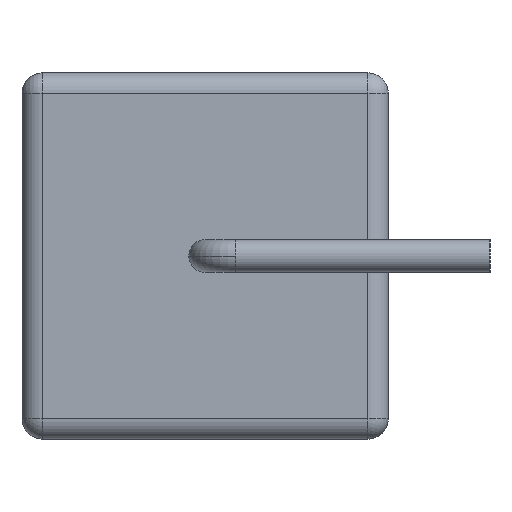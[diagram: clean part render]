
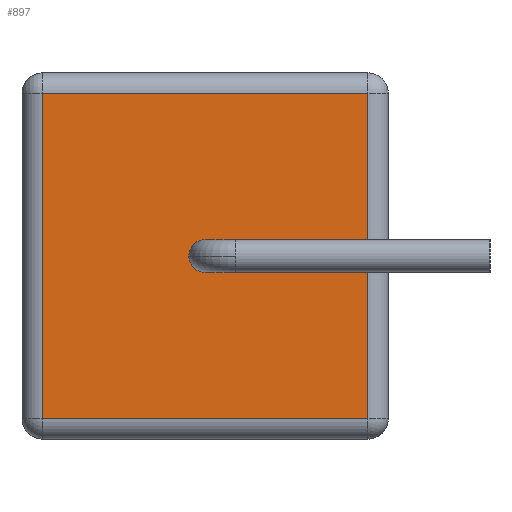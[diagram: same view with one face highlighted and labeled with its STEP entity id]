
A CAD part, left-side view. The second image highlights one B-rep face of the part: STEP entity #897.
In plain terms, the highlighted planar face has unit normal (-1, 0, 0).
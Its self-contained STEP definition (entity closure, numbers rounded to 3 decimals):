
#29 = AXIS2_PLACEMENT_3D ( 'NONE', #475, #922, #390 ) ;
#33 = EDGE_CURVE ( 'NONE', #1119, #766, #262, .T. ) ;
#42 = DIRECTION ( 'NONE',  ( 0., 0., 1. ) ) ;
#45 = CARTESIAN_POINT ( 'NONE',  ( -25., 1., 4.5 ) ) ;
#74 = FACE_BOUND ( 'NONE', #1055, .T. ) ;
#107 = VECTOR ( 'NONE', #42, 1000. ) ;
#131 = EDGE_CURVE ( 'NONE', #472, #431, #871, .T. ) ;
#147 = EDGE_CURVE ( 'NONE', #406, #472, #952, .T. ) ;
#150 = DIRECTION ( 'NONE',  ( 0., 0., -1. ) ) ;
#204 = VECTOR ( 'NONE', #583, 1000. ) ;
#243 = CARTESIAN_POINT ( 'NONE',  ( -25., 9., -4. ) ) ;
#259 = CARTESIAN_POINT ( 'NONE',  ( -25., 1., 4. ) ) ;
#262 = CIRCLE ( 'NONE', #856, 0.4 ) ;
#281 = DIRECTION ( 'NONE',  ( 0., 0., -1. ) ) ;
#310 = LINE ( 'NONE', #438, #724 ) ;
#343 = VECTOR ( 'NONE', #933, 1000. ) ;
#385 = EDGE_CURVE ( 'NONE', #766, #1119, #397, .T. ) ;
#390 = DIRECTION ( 'NONE',  ( 0., 0., -1. ) ) ;
#397 = CIRCLE ( 'NONE', #1032, 0.4 ) ;
#406 = VERTEX_POINT ( 'NONE', #510 ) ;
#417 = VERTEX_POINT ( 'NONE', #243 ) ;
#431 = VERTEX_POINT ( 'NONE', #843 ) ;
#438 = CARTESIAN_POINT ( 'NONE',  ( -25., 9., 4.5 ) ) ;
#472 = VERTEX_POINT ( 'NONE', #259 ) ;
#475 = CARTESIAN_POINT ( 'NONE',  ( -25., 9.5, 4.5 ) ) ;
#487 = CARTESIAN_POINT ( 'NONE',  ( -25., 9.5, 4. ) ) ;
#500 = ORIENTED_EDGE ( 'NONE', *, *, #385, .T. ) ;
#510 = CARTESIAN_POINT ( 'NONE',  ( -25., 1., -4. ) ) ;
#519 = CARTESIAN_POINT ( 'NONE',  ( -25., 5., 0.4 ) ) ;
#548 = ORIENTED_EDGE ( 'NONE', *, *, #147, .T. ) ;
#552 = CARTESIAN_POINT ( 'NONE',  ( -25., 5., -0.4 ) ) ;
#568 = PLANE ( 'NONE',  #29 ) ;
#583 = DIRECTION ( 'NONE',  ( 0., 1., 0. ) ) ;
#606 = ORIENTED_EDGE ( 'NONE', *, *, #938, .T. ) ;
#627 = ORIENTED_EDGE ( 'NONE', *, *, #131, .T. ) ;
#631 = DIRECTION ( 'NONE',  ( 0., 0., -1. ) ) ;
#650 = DIRECTION ( 'NONE',  ( 1., 0., 0. ) ) ;
#685 = DIRECTION ( 'NONE',  ( 1., 0., 0. ) ) ;
#701 = FACE_OUTER_BOUND ( 'NONE', #1041, .T. ) ;
#724 = VECTOR ( 'NONE', #631, 1000. ) ;
#741 = CARTESIAN_POINT ( 'NONE',  ( -25., 5., 0. ) ) ;
#766 = VERTEX_POINT ( 'NONE', #519 ) ;
#796 = EDGE_CURVE ( 'NONE', #431, #417, #310, .T. ) ;
#797 = LINE ( 'NONE', #1125, #343 ) ;
#806 = ORIENTED_EDGE ( 'NONE', *, *, #33, .T. ) ;
#843 = CARTESIAN_POINT ( 'NONE',  ( -25., 9., 4. ) ) ;
#856 = AXIS2_PLACEMENT_3D ( 'NONE', #741, #650, #281 ) ;
#871 = LINE ( 'NONE', #487, #204 ) ;
#897 = ADVANCED_FACE ( 'NONE', ( #74, #701 ), #568, .F. ) ;
#922 = DIRECTION ( 'NONE',  ( 1., 0., 0. ) ) ;
#933 = DIRECTION ( 'NONE',  ( 0., -1., 0. ) ) ;
#935 = ORIENTED_EDGE ( 'NONE', *, *, #796, .T. ) ;
#938 = EDGE_CURVE ( 'NONE', #417, #406, #797, .T. ) ;
#952 = LINE ( 'NONE', #45, #107 ) ;
#1032 = AXIS2_PLACEMENT_3D ( 'NONE', #1122, #685, #150 ) ;
#1041 = EDGE_LOOP ( 'NONE', ( #606, #548, #627, #935 ) ) ;
#1055 = EDGE_LOOP ( 'NONE', ( #806, #500 ) ) ;
#1119 = VERTEX_POINT ( 'NONE', #552 ) ;
#1122 = CARTESIAN_POINT ( 'NONE',  ( -25., 5., 0. ) ) ;
#1125 = CARTESIAN_POINT ( 'NONE',  ( -25., 9.5, -4. ) ) ;
